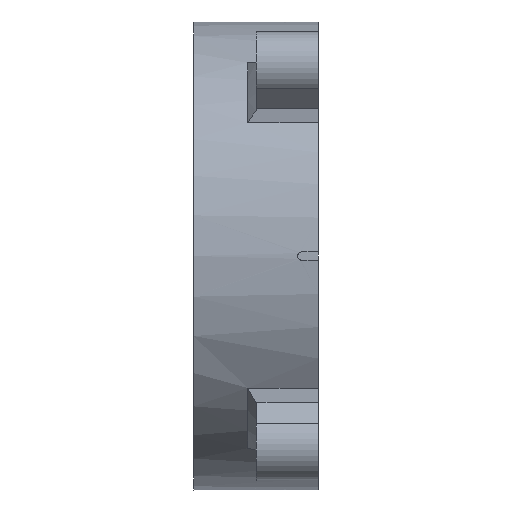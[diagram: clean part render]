
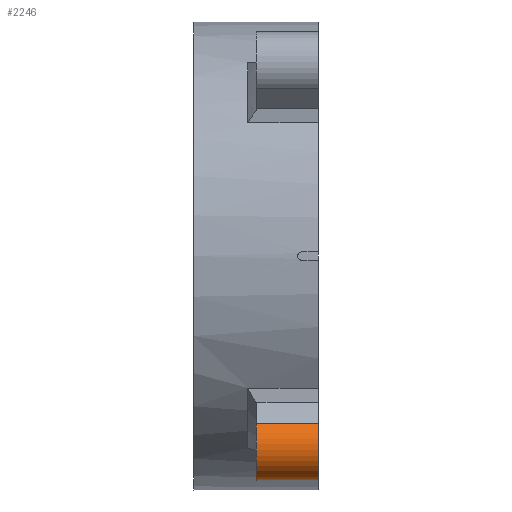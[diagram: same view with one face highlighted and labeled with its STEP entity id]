
A CAD part, left-side view. The second image highlights one B-rep face of the part: STEP entity #2246.
In plain terms, the highlighted cylindrical face has radius 8 mm (diameter 16 mm), a partial arc.
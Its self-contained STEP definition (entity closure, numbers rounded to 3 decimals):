
#132=FACE_OUTER_BOUND('',#250,.T.);
#250=EDGE_LOOP('',(#1544,#1545,#1546,#1547));
#392=CIRCLE('',#2396,8.);
#393=CIRCLE('',#2397,8.);
#495=LINE('',#3338,#708);
#496=LINE('',#3341,#709);
#708=VECTOR('',#2656,1000.);
#709=VECTOR('',#2659,1000.);
#953=VERTEX_POINT('',#3334);
#954=VERTEX_POINT('',#3335);
#955=VERTEX_POINT('',#3337);
#956=VERTEX_POINT('',#3339);
#1192=EDGE_CURVE('',#953,#954,#392,.T.);
#1193=EDGE_CURVE('',#953,#955,#495,.T.);
#1194=EDGE_CURVE('',#955,#956,#393,.T.);
#1195=EDGE_CURVE('',#954,#956,#496,.T.);
#1544=ORIENTED_EDGE('',*,*,#1192,.F.);
#1545=ORIENTED_EDGE('',*,*,#1193,.T.);
#1546=ORIENTED_EDGE('',*,*,#1194,.T.);
#1547=ORIENTED_EDGE('',*,*,#1195,.F.);
#2218=CYLINDRICAL_SURFACE('',#2395,8.);
#2246=ADVANCED_FACE('',(#132),#2218,.T.);
#2395=AXIS2_PLACEMENT_3D('',#3333,#2652,#2653);
#2396=AXIS2_PLACEMENT_3D('',#3336,#2654,#2655);
#2397=AXIS2_PLACEMENT_3D('',#3340,#2657,#2658);
#2652=DIRECTION('center_axis',(0.,-1.,0.));
#2653=DIRECTION('ref_axis',(0.,0.,-1.));
#2654=DIRECTION('center_axis',(0.,1.,0.));
#2655=DIRECTION('ref_axis',(-1.,0.,0.));
#2656=DIRECTION('',(0.,-1.,0.));
#2657=DIRECTION('center_axis',(0.,1.,0.));
#2658=DIRECTION('ref_axis',(-1.,0.,0.));
#2659=DIRECTION('',(0.,-1.,0.));
#3333=CARTESIAN_POINT('Origin',(-45.962,15.,-45.962));
#3334=CARTESIAN_POINT('',(-40.305,15.,-51.619));
#3335=CARTESIAN_POINT('',(-51.619,15.,-40.305));
#3336=CARTESIAN_POINT('Origin',(-45.962,15.,-45.962));
#3337=CARTESIAN_POINT('',(-40.305,0.,-51.619));
#3338=CARTESIAN_POINT('',(-40.305,15.,-51.619));
#3339=CARTESIAN_POINT('',(-51.619,0.,-40.305));
#3340=CARTESIAN_POINT('Origin',(-45.962,0.,-45.962));
#3341=CARTESIAN_POINT('',(-51.619,15.,-40.305));
